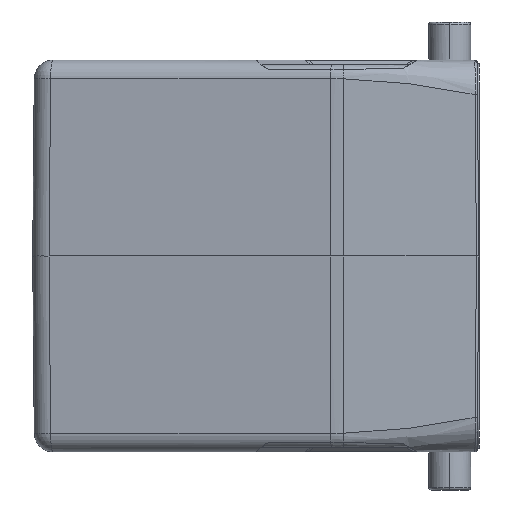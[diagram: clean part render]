
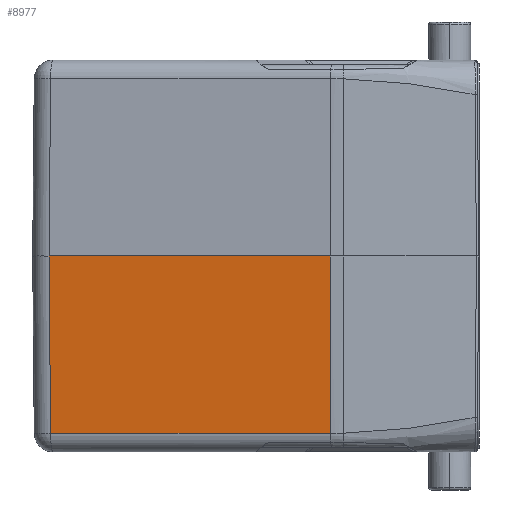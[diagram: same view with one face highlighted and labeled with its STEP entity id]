
A CAD part, left-side view. The second image highlights one B-rep face of the part: STEP entity #8977.
In plain terms, the highlighted planar face has unit normal (-0.99, 0.139, -0.009).
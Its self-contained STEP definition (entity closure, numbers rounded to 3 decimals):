
#297=DIRECTION('',(-0.139,-0.99,0.));
#298=VECTOR('',#297,59.487);
#299=CARTESIAN_POINT('',(-38.201,43.231,-37.285));
#300=LINE('',#299,#298);
#610=DIRECTION('',(-0.009,0.001,1.));
#611=VECTOR('',#610,37.286);
#612=CARTESIAN_POINT('',(-46.48,-15.676,
-37.285));
#613=LINE('',#612,#611);
#618=DIRECTION('',(-0.139,-0.99,0.));
#619=VECTOR('',#618,59.792);
#620=CARTESIAN_POINT('',(-38.484,43.557,0.));
#621=LINE('',#620,#619);
#622=DIRECTION('',(-0.008,0.009,1.));
#623=VECTOR('',#622,37.287);
#624=CARTESIAN_POINT('',(-38.201,43.231,-37.285));
#625=LINE('',#624,#623);
#6714=CARTESIAN_POINT('',(-38.201,43.231,
-37.285));
#6715=VERTEX_POINT('',#6714);
#6716=CARTESIAN_POINT('',(-46.48,-15.676,
-37.285));
#6717=VERTEX_POINT('',#6716);
#6777=CARTESIAN_POINT('',(-46.805,-15.653,
0.));
#6778=VERTEX_POINT('',#6777);
#6779=CARTESIAN_POINT('',(-38.484,43.557,
0.));
#6780=VERTEX_POINT('',#6779);
#8964=CARTESIAN_POINT('',(-38.,47.,0.));
#8965=DIRECTION('',(-0.99,0.139,-0.009));
#8966=DIRECTION('',(-0.139,-0.99,0.));
#8967=AXIS2_PLACEMENT_3D('',#8964,#8965,#8966);
#8968=PLANE('',#8967);
#8970=ORIENTED_EDGE('',*,*,#8969,.T.);
#8971=ORIENTED_EDGE('',*,*,#8954,.F.);
#8972=ORIENTED_EDGE('',*,*,#8469,.F.);
#8974=ORIENTED_EDGE('',*,*,#8973,.T.);
#8975=EDGE_LOOP('',(#8970,#8971,#8972,#8974));
#8976=FACE_OUTER_BOUND('',#8975,.F.);
#8977=ADVANCED_FACE('',(#8976),#8968,.T.);
#8469=EDGE_CURVE('',#6715,#6717,#300,.T.);
#8954=EDGE_CURVE('',#6717,#6778,#613,.T.);
#8969=EDGE_CURVE('',#6780,#6778,#621,.T.);
#8973=EDGE_CURVE('',#6715,#6780,#625,.T.);
